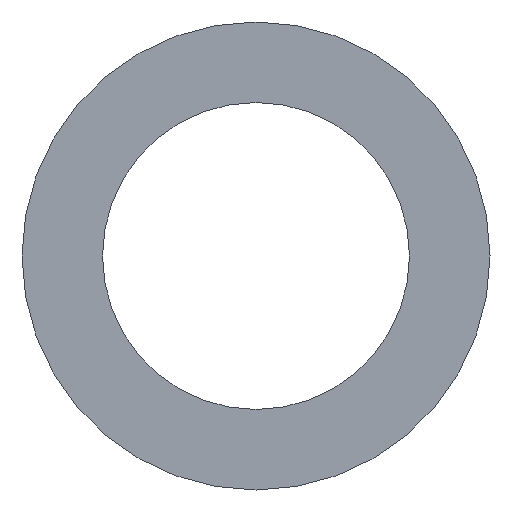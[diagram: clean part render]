
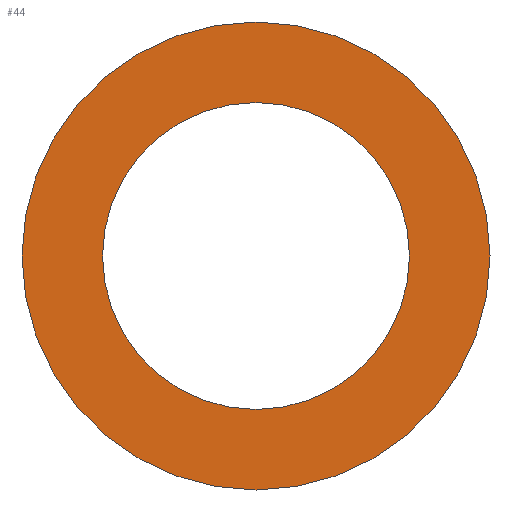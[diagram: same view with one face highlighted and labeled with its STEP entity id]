
A CAD part, front view. The second image highlights one B-rep face of the part: STEP entity #44.
In plain terms, the highlighted planar face has unit normal (0, -1, 0).
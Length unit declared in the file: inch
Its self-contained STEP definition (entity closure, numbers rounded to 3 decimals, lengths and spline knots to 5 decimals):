
#4 = DIRECTION ( 'NONE',  ( 0., 0., 1. ) ) ;
#14 = DIRECTION ( 'NONE',  ( 0., 0., 1. ) ) ;
#16 = FACE_BOUND ( 'NONE', #192, .T. ) ;
#18 = ORIENTED_EDGE ( 'NONE', *, *, #211, .T. ) ;
#23 = EDGE_CURVE ( 'NONE', #210, #119, #199, .T. ) ;
#28 = DIRECTION ( 'NONE',  ( 0., 1., 0. ) ) ;
#30 = CARTESIAN_POINT ( 'NONE',  ( 0., 0., 0. ) ) ;
#32 = FACE_OUTER_BOUND ( 'NONE', #99, .T. ) ;
#44 = ADVANCED_FACE ( 'NONE', ( #32, #16 ), #167, .F. ) ;
#49 = CARTESIAN_POINT ( 'NONE',  ( 0., 0., 0.0615 ) ) ;
#61 = DIRECTION ( 'NONE',  ( 0., 0., 1. ) ) ;
#62 = CARTESIAN_POINT ( 'NONE',  ( 0., 0., -0.0615 ) ) ;
#77 = AXIS2_PLACEMENT_3D ( 'NONE', #30, #162, #14 ) ;
#80 = CARTESIAN_POINT ( 'NONE',  ( 0., 0., 0. ) ) ;
#81 = CARTESIAN_POINT ( 'NONE',  ( 0., 0., -0.09375 ) ) ;
#83 = EDGE_CURVE ( 'NONE', #119, #210, #113, .T. ) ;
#99 = EDGE_LOOP ( 'NONE', ( #223, #204 ) ) ;
#112 = CIRCLE ( 'NONE', #170, 0.0615 ) ;
#113 = CIRCLE ( 'NONE', #124, 0.09375 ) ;
#116 = DIRECTION ( 'NONE',  ( 0., 0., 1. ) ) ;
#119 = VERTEX_POINT ( 'NONE', #127 ) ;
#124 = AXIS2_PLACEMENT_3D ( 'NONE', #173, #152, #196 ) ;
#127 = CARTESIAN_POINT ( 'NONE',  ( 0., 0., 0.09375 ) ) ;
#132 = VERTEX_POINT ( 'NONE', #49 ) ;
#133 = AXIS2_PLACEMENT_3D ( 'NONE', #149, #174, #4 ) ;
#136 = VERTEX_POINT ( 'NONE', #62 ) ;
#149 = CARTESIAN_POINT ( 'NONE',  ( 0., 0., 0. ) ) ;
#152 = DIRECTION ( 'NONE',  ( 0., 1., 0. ) ) ;
#162 = DIRECTION ( 'NONE',  ( 0., 1., 0. ) ) ;
#163 = AXIS2_PLACEMENT_3D ( 'NONE', #80, #28, #116 ) ;
#167 = PLANE ( 'NONE',  #133 ) ;
#168 = ORIENTED_EDGE ( 'NONE', *, *, #186, .T. ) ;
#170 = AXIS2_PLACEMENT_3D ( 'NONE', #219, #217, #61 ) ;
#173 = CARTESIAN_POINT ( 'NONE',  ( 0., 0., 0. ) ) ;
#174 = DIRECTION ( 'NONE',  ( 0., 1., 0. ) ) ;
#186 = EDGE_CURVE ( 'NONE', #132, #136, #197, .T. ) ;
#192 = EDGE_LOOP ( 'NONE', ( #18, #168 ) ) ;
#196 = DIRECTION ( 'NONE',  ( 0., 0., 1. ) ) ;
#197 = CIRCLE ( 'NONE', #163, 0.0615 ) ;
#199 = CIRCLE ( 'NONE', #77, 0.09375 ) ;
#204 = ORIENTED_EDGE ( 'NONE', *, *, #83, .F. ) ;
#210 = VERTEX_POINT ( 'NONE', #81 ) ;
#211 = EDGE_CURVE ( 'NONE', #136, #132, #112, .T. ) ;
#217 = DIRECTION ( 'NONE',  ( 0., 1., 0. ) ) ;
#219 = CARTESIAN_POINT ( 'NONE',  ( 0., 0., 0. ) ) ;
#223 = ORIENTED_EDGE ( 'NONE', *, *, #23, .F. ) ;
